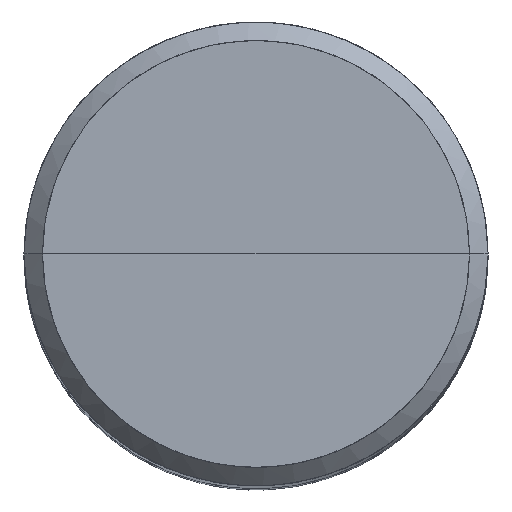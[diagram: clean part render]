
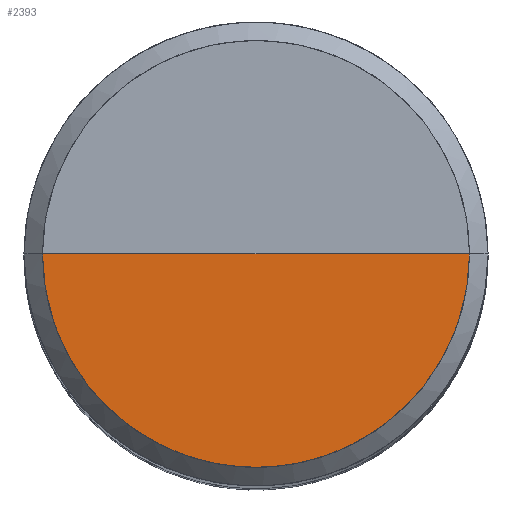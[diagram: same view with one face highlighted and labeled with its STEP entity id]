
A CAD part, top view. The second image highlights one B-rep face of the part: STEP entity #2393.
In plain terms, the highlighted free-form (B-spline) face has degree [1, 2] with [2, 5] control points.
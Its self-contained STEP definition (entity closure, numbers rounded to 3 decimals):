
#2080=CARTESIAN_POINT('',(11.5,0.0,75.0));
#2084=CARTESIAN_POINT('',(-11.5,0.0,75.0));
#2085=CARTESIAN_POINT('',(0.0,0.0,75.0));
#2092=CARTESIAN_POINT('',(-11.5,-11.5,75.0));
#2093=CARTESIAN_POINT('',(0.0,-11.5,75.0));
#2094=CARTESIAN_POINT('',(11.5,-11.5,75.0));
#2378=(
BOUNDED_SURFACE()
B_SPLINE_SURFACE(1,2,(
(#2084,#2092,#2093,#2094,#2080),
(#2085,#2085,#2085,#2085,#2085)
), .UNSPECIFIED.,.F.,.F.,.F.)
B_SPLINE_SURFACE_WITH_KNOTS((2,2),(3,2,3),(
0.0,1.0),(
0.0,0.5,1.0), .UNSPECIFIED.)
GEOMETRIC_REPRESENTATION_ITEM()
RATIONAL_B_SPLINE_SURFACE(((1.0,0.707,1.0,0.707,1.0),
(1.0,0.707,1.0,0.707,1.0)
))
REPRESENTATION_ITEM('')
SURFACE()
);
#2379=(
BOUNDED_CURVE()
B_SPLINE_CURVE(2,(#2080,#2094,#2093,#2092,#2084),.UNSPECIFIED.,.F.,.F.)
B_SPLINE_CURVE_WITH_KNOTS((3,2,3),
(0.0,0.5,1.0),.UNSPECIFIED.)
CURVE()
GEOMETRIC_REPRESENTATION_ITEM()
RATIONAL_B_SPLINE_CURVE((1.0,0.707,1.0,0.707,1.0))
REPRESENTATION_ITEM('')
);
#2380=(
BOUNDED_CURVE()
B_SPLINE_CURVE(1,(#2084,#2085),.UNSPECIFIED.,.F.,.F.)
B_SPLINE_CURVE_WITH_KNOTS((2,2),
(0.0,1.0),.UNSPECIFIED.)
CURVE()
GEOMETRIC_REPRESENTATION_ITEM()
RATIONAL_B_SPLINE_CURVE((1.0,1.0))
REPRESENTATION_ITEM('')
);
#2381=(
BOUNDED_CURVE()
B_SPLINE_CURVE(1,(#2085,#2080),.UNSPECIFIED.,.F.,.F.)
B_SPLINE_CURVE_WITH_KNOTS((2,2),
(0.0,1.0),.UNSPECIFIED.)
CURVE()
GEOMETRIC_REPRESENTATION_ITEM()
RATIONAL_B_SPLINE_CURVE((1.0,1.0))
REPRESENTATION_ITEM('')
);
#2382=VERTEX_POINT('',#2080);
#2383=VERTEX_POINT('',#2084);
#2384=VERTEX_POINT('',#2085);
#2385=EDGE_CURVE('',#2382,#2383,#2379,.T.);
#2386=EDGE_CURVE('',#2383,#2384,#2380,.T.);
#2387=EDGE_CURVE('',#2384,#2382,#2381,.T.);
#2388=ORIENTED_EDGE('',*,*,#2385,.T.);
#2389=ORIENTED_EDGE('',*,*,#2386,.T.);
#2390=ORIENTED_EDGE('',*,*,#2387,.T.);
#2391=EDGE_LOOP('',(#2388,#2389,#2390));
#2392=FACE_OUTER_BOUND('',#2391,.T.);
#2393=ADVANCED_FACE('',(#2392),#2378,.T.);
